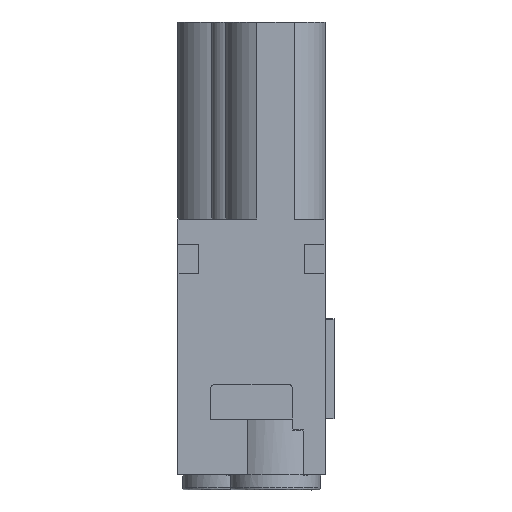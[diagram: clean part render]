
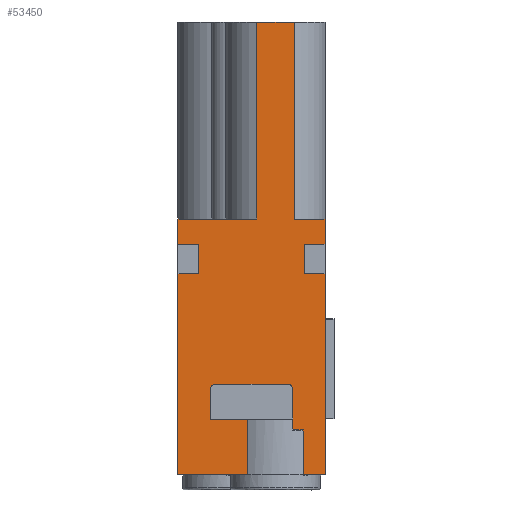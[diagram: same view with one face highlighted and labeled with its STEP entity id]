
A CAD part, front view. The second image highlights one B-rep face of the part: STEP entity #53450.
In plain terms, the highlighted face is planar.
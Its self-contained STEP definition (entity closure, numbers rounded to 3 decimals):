
#2650=CARTESIAN_POINT('',(53.87,79.357,-32.));
#2660=VERTEX_POINT('',#2650);
#2750=CARTESIAN_POINT('',(52.798,79.357,-32.));
#2760=VERTEX_POINT('',#2750);
#2790=CARTESIAN_POINT('',(27.154,79.357,-32.));
#2800=DIRECTION('',(1.,0.,0.));
#2810=VECTOR('',#2800,1.);
#2820=LINE('',#2790,#2810);
#2830=EDGE_CURVE('',#2760,#2660,#2820,.T.);
#8540=CARTESIAN_POINT('',(52.298,74.757,-32.));
#8550=VERTEX_POINT('',#8540);
#8720=CARTESIAN_POINT('',(45.098,74.757,-32.));
#8730=VERTEX_POINT('',#8720);
#8760=CARTESIAN_POINT('',(41.854,74.757,-32.));
#8770=DIRECTION('',(-1.,0.,0.));
#8780=VECTOR('',#8770,1.);
#8790=LINE('',#8760,#8780);
#8800=EDGE_CURVE('',#8550,#8730,#8790,.T.);
#9840=CARTESIAN_POINT('',(52.298,75.257,-32.));
#9850=DIRECTION('',(0.,0.,-1.));
#9860=DIRECTION('',(1.,0.,0.));
#9870=AXIS2_PLACEMENT_3D('',#9840,#9850,#9860);
#9880=CIRCLE('',#9870,0.5);
#9890=CARTESIAN_POINT('',(52.798,75.257,-32.));
#9900=VERTEX_POINT('',#9890);
#9910=EDGE_CURVE('',#9900,#8550,#9880,.T.);
#12320=CARTESIAN_POINT('',(56.752,63.757,-32.));
#12330=DIRECTION('',(-1.,0.,0.));
#12340=VECTOR('',#12330,1.);
#12350=LINE('',#12320,#12340);
#12360=CARTESIAN_POINT('',(43.398,63.757,-32.)
);
#12370=VERTEX_POINT('',#12360);
#12380=CARTESIAN_POINT('',(41.348,63.757,
-32.));
#12390=VERTEX_POINT('',#12380);
#12400=EDGE_CURVE('',#12370,#12390,#12350,.T.);
#15470=CARTESIAN_POINT('',(52.798,58.057,-32.));
#15480=DIRECTION('',(0.,-1.,0.));
#15490=VECTOR('',#15480,1.);
#15500=LINE('',#15470,#15490);
#15510=EDGE_CURVE('',#2760,#9900,#15500,.T.);
#19750=CARTESIAN_POINT('',(27.154,78.257,-32.));
#19760=DIRECTION('',(1.,0.,0.));
#19770=VECTOR('',#19760,1.);
#19780=LINE('',#19750,#19770);
#19790=CARTESIAN_POINT('',(44.598,78.257,-32.));
#19800=VERTEX_POINT('',#19790);
#19810=CARTESIAN_POINT('',(48.325,78.257,-32.));
#19820=VERTEX_POINT('',#19810);
#19830=EDGE_CURVE('',#19800,#19820,#19780,.T.);
#22300=CARTESIAN_POINT('',(44.598,75.257,-32.));
#22310=VERTEX_POINT('',#22300);
#22340=CARTESIAN_POINT('',(45.098,75.257,-32.));
#22350=DIRECTION('',(0.,0.,1.));
#22360=DIRECTION('',(-1.,0.,0.));
#22370=AXIS2_PLACEMENT_3D('',#22340,#22350,#22360);
#22380=CIRCLE('',#22370,0.5);
#22390=EDGE_CURVE('',#22310,#8730,#22380,.T.);
#29560=CARTESIAN_POINT('',(43.398,60.757,-32.));
#29570=VERTEX_POINT('',#29560);
#29880=CARTESIAN_POINT('',(41.348,60.757,-32.)
);
#29890=VERTEX_POINT('',#29880);
#29920=CARTESIAN_POINT('',(27.154,60.757,-32.))
;
#29930=DIRECTION('',(-1.,0.,0.));
#29940=VECTOR('',#29930,1.);
#29950=LINE('',#29920,#29940);
#29960=EDGE_CURVE('',#29570,#29890,#29950,.T.);
#50080=CARTESIAN_POINT('',(53.87,83.857,-32.));
#50090=VERTEX_POINT('',#50080);
#50100=CARTESIAN_POINT('',(48.325,83.857,-32.));
#50110=VERTEX_POINT('',#50100);
#50140=CARTESIAN_POINT('',(27.154,83.857,-32.))
;
#50150=DIRECTION('',(1.,0.,0.));
#50160=VECTOR('',#50150,1.);
#50170=LINE('',#50140,#50160);
#50180=CARTESIAN_POINT('',(56.048,83.857,-32.));
#50190=VERTEX_POINT('',#50180);
#50200=EDGE_CURVE('',#50090,#50190,#50170,.T.);
#52000=CARTESIAN_POINT('',(41.348,83.857,-32.));
#52010=VERTEX_POINT('',#52000);
#52040=EDGE_CURVE('',#52010,#50110,#50170,.T.);
#52160=CARTESIAN_POINT('',(44.598,83.357,-32.));
#52170=DIRECTION('',(0.,0.,-1.));
#52180=DIRECTION('',(1.,0.,0.));
#52190=AXIS2_PLACEMENT_3D('',#52160,#52170,#52180);
#52200=PLANE('',#52190);
#52210=ORIENTED_EDGE('',*,*,#52040,.T.);
#52220=CARTESIAN_POINT('',(41.348,58.057,-32.)
);
#52230=DIRECTION('',(0.,1.,0.));
#52240=VECTOR('',#52230,1.);
#52250=LINE('',#52220,#52240);
#52260=EDGE_CURVE('',#12390,#52010,#52250,.T.);
#52270=ORIENTED_EDGE('',*,*,#52260,.T.);
#52280=ORIENTED_EDGE('',*,*,#12400,.T.);
#52290=CARTESIAN_POINT('',(43.398,58.057,-32.));
#52300=DIRECTION('',(0.,-1.,0.));
#52310=VECTOR('',#52300,1.);
#52320=LINE('',#52290,#52310);
#52330=EDGE_CURVE('',#12370,#29570,#52320,.T.);
#52340=ORIENTED_EDGE('',*,*,#52330,.F.);
#52350=ORIENTED_EDGE('',*,*,#29960,.F.);
#52360=CARTESIAN_POINT('',(41.348,58.057,-32.)
);
#52370=DIRECTION('',(0.,-1.,0.));
#52380=VECTOR('',#52370,1.);
#52390=LINE('',#52360,#52380);
#52400=CARTESIAN_POINT('',(41.348,58.257,
-32.));
#52410=VERTEX_POINT('',#52400);
#52420=EDGE_CURVE('',#29890,#52410,#52390,.T.);
#52430=ORIENTED_EDGE('',*,*,#52420,.F.);
#52440=CARTESIAN_POINT('',(27.154,58.257,
-32.));
#52450=DIRECTION('',(-1.,0.,0.));
#52460=VECTOR('',#52450,1.);
#52470=LINE('',#52440,#52460);
#52480=CARTESIAN_POINT('',(49.241,58.257,
-32.));
#52490=VERTEX_POINT('',#52480);
#52500=EDGE_CURVE('',#52490,#52410,#52470,.T.);
#52510=ORIENTED_EDGE('',*,*,#52500,.T.);
#52520=CARTESIAN_POINT('',(49.241,39.057,
-32.));
#52530=DIRECTION('',(0.,-1.,0.));
#52540=VECTOR('',#52530,1.);
#52550=LINE('',#52520,#52540);
#52560=CARTESIAN_POINT('',(49.241,38.557,
-32.));
#52570=VERTEX_POINT('',#52560);
#52580=EDGE_CURVE('',#52490,#52570,#52550,.T.);
#52590=ORIENTED_EDGE('',*,*,#52580,.F.);
#52600=CARTESIAN_POINT('',(27.154,38.557,
-32.));
#52610=DIRECTION('',(-1.,0.,0.));
#52620=VECTOR('',#52610,1.);
#52630=LINE('',#52600,#52620);
#52640=CARTESIAN_POINT('',(52.954,38.557,
-32.));
#52650=VERTEX_POINT('',#52640);
#52660=EDGE_CURVE('',#52650,#52570,#52630,.T.);
#52670=ORIENTED_EDGE('',*,*,#52660,.T.);
#52680=CARTESIAN_POINT('',(52.954,39.057,
-32.));
#52690=DIRECTION('',(0.,-1.,0.));
#52700=VECTOR('',#52690,1.);
#52710=LINE('',#52680,#52700);
#52720=CARTESIAN_POINT('',(52.954,58.257,
-32.));
#52730=VERTEX_POINT('',#52720);
#52740=EDGE_CURVE('',#52730,#52650,#52710,.T.);
#52750=ORIENTED_EDGE('',*,*,#52740,.T.);
#52760=CARTESIAN_POINT('',(27.154,58.257,
-32.));
#52770=DIRECTION('',(-1.,0.,0.));
#52780=VECTOR('',#52770,1.);
#52790=LINE('',#52760,#52780);
#52800=CARTESIAN_POINT('',(56.048,58.257,-32.)
);
#52810=VERTEX_POINT('',#52800);
#52820=EDGE_CURVE('',#52810,#52730,#52790,.T.);
#52830=ORIENTED_EDGE('',*,*,#52820,.T.);
#52840=CARTESIAN_POINT('',(56.048,58.057,-32.));
#52850=DIRECTION('',(0.,1.,0.));
#52860=VECTOR('',#52850,1.);
#52870=LINE('',#52840,#52860);
#52880=CARTESIAN_POINT('',(56.048,60.757,-32.));
#52890=VERTEX_POINT('',#52880);
#52900=EDGE_CURVE('',#52810,#52890,#52870,.T.);
#52910=ORIENTED_EDGE('',*,*,#52900,.F.);
#52920=CARTESIAN_POINT('',(27.154,60.757,-32.))
;
#52930=DIRECTION('',(1.,0.,0.));
#52940=VECTOR('',#52930,1.);
#52950=LINE('',#52920,#52940);
#52960=CARTESIAN_POINT('',(53.998,60.757,-32.));
#52970=VERTEX_POINT('',#52960);
#52980=EDGE_CURVE('',#52970,#52890,#52950,.T.);
#52990=ORIENTED_EDGE('',*,*,#52980,.T.);
#53000=CARTESIAN_POINT('',(53.998,58.057,-32.));
#53010=DIRECTION('',(0.,1.,0.));
#53020=VECTOR('',#53010,1.);
#53030=LINE('',#53000,#53020);
#53040=CARTESIAN_POINT('',(53.998,63.757,-32.)
);
#53050=VERTEX_POINT('',#53040);
#53060=EDGE_CURVE('',#52970,#53050,#53030,.T.);
#53070=ORIENTED_EDGE('',*,*,#53060,.F.);
#53080=CARTESIAN_POINT('',(27.154,63.757,
-32.));
#53090=DIRECTION('',(-1.,0.,0.));
#53100=VECTOR('',#53090,1.);
#53110=LINE('',#53080,#53100);
#53120=CARTESIAN_POINT('',(56.048,63.757,-32.)
);
#53130=VERTEX_POINT('',#53120);
#53140=EDGE_CURVE('',#53130,#53050,#53110,.T.);
#53150=ORIENTED_EDGE('',*,*,#53140,.T.);
#53160=EDGE_CURVE('',#53130,#50190,#52870,.T.);
#53170=ORIENTED_EDGE('',*,*,#53160,.F.);
#53180=ORIENTED_EDGE('',*,*,#50200,.T.);
#53190=CARTESIAN_POINT('',(53.87,83.357,-32.));
#53200=DIRECTION('',(0.,1.,0.));
#53210=VECTOR('',#53200,1.);
#53220=LINE('',#53190,#53210);
#53230=EDGE_CURVE('',#2660,#50090,#53220,.T.);
#53240=ORIENTED_EDGE('',*,*,#53230,.T.);
#53250=ORIENTED_EDGE('',*,*,#2830,.T.);
#53260=ORIENTED_EDGE('',*,*,#15510,.F.);
#53270=ORIENTED_EDGE('',*,*,#9910,.F.);
#53280=ORIENTED_EDGE('',*,*,#8800,.F.);
#53290=ORIENTED_EDGE('',*,*,#22390,.T.);
#53300=CARTESIAN_POINT('',(44.598,0.,-32.));
#53310=DIRECTION('',(0.,-1.,0.));
#53320=VECTOR('',#53310,1.);
#53330=LINE('',#53300,#53320);
#53340=EDGE_CURVE('',#19800,#22310,#53330,.T.);
#53350=ORIENTED_EDGE('',*,*,#53340,.T.);
#53360=ORIENTED_EDGE('',*,*,#19830,.F.);
#53370=CARTESIAN_POINT('',(48.325,83.357,-32.));
#53380=DIRECTION('',(0.,1.,0.));
#53390=VECTOR('',#53380,1.);
#53400=LINE('',#53370,#53390);
#53410=EDGE_CURVE('',#19820,#50110,#53400,.T.);
#53420=ORIENTED_EDGE('',*,*,#53410,.F.);
#53430=EDGE_LOOP('',(#53420,#53360,#53350,#53290,#53280,#53270,#53260,
#53250,#53240,#53180,#53170,#53150,#53070,#52990,#52910,#52830,#52750,
#52670,#52590,#52510,#52430,#52350,#52340,#52280,#52270,#52210));
#53440=FACE_OUTER_BOUND('',#53430,.T.);
#53450=ADVANCED_FACE('',(#53440),#52200,.T.);
